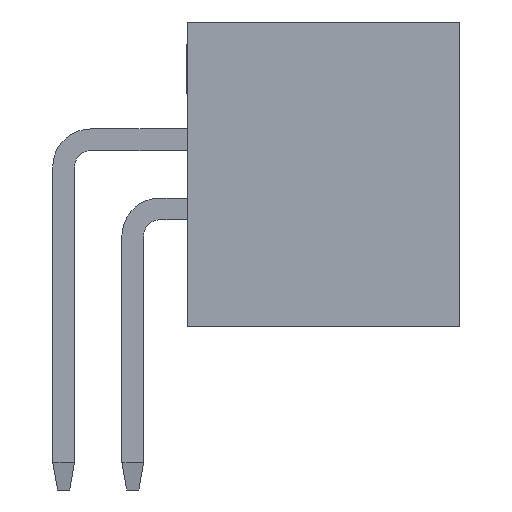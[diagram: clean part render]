
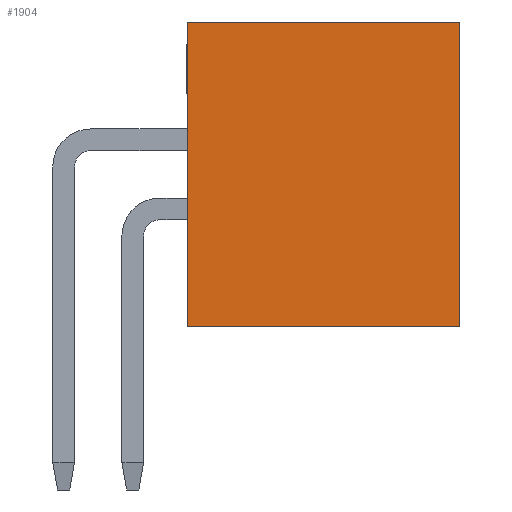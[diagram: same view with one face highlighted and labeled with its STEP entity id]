
A CAD part, left-side view. The second image highlights one B-rep face of the part: STEP entity #1904.
In plain terms, the highlighted planar face has unit normal (-1, 0, 0).
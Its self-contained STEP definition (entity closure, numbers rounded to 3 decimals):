
#515 = VERTEX_POINT('',#516);
#516 = CARTESIAN_POINT('',(-6.35,-1.642,
    0.));
#522 = EDGE_CURVE('',#523,#515,#525,.T.);
#523 = VERTEX_POINT('',#524);
#524 = CARTESIAN_POINT('',(-6.35,-1.642,
    5.6));
#525 = LINE('',#526,#527);
#526 = CARTESIAN_POINT('',(-6.35,-1.642,
    5.6));
#527 = VECTOR('',#528,1.);
#528 = DIRECTION('',(-0.,-0.,-1.));
#1904 = ADVANCED_FACE('',(#1905),#1930,.F.);
#1905 = FACE_BOUND('',#1906,.T.);
#1906 = EDGE_LOOP('',(#1907,#1915,#1923,#1929));
#1907 = ORIENTED_EDGE('',*,*,#1908,.T.);
#1908 = EDGE_CURVE('',#515,#1909,#1911,.T.);
#1909 = VERTEX_POINT('',#1910);
#1910 = CARTESIAN_POINT('',(-6.35,-6.642,
    0.));
#1911 = LINE('',#1912,#1913);
#1912 = CARTESIAN_POINT('',(-6.35,-1.642,
    0.));
#1913 = VECTOR('',#1914,1.);
#1914 = DIRECTION('',(0.,-1.,0.));
#1915 = ORIENTED_EDGE('',*,*,#1916,.F.);
#1916 = EDGE_CURVE('',#1917,#1909,#1919,.T.);
#1917 = VERTEX_POINT('',#1918);
#1918 = CARTESIAN_POINT('',(-6.35,-6.642,
    5.6));
#1919 = LINE('',#1920,#1921);
#1920 = CARTESIAN_POINT('',(-6.35,-6.642,
    5.6));
#1921 = VECTOR('',#1922,1.);
#1922 = DIRECTION('',(-0.,-0.,-1.));
#1923 = ORIENTED_EDGE('',*,*,#1924,.F.);
#1924 = EDGE_CURVE('',#523,#1917,#1925,.T.);
#1925 = LINE('',#1926,#1927);
#1926 = CARTESIAN_POINT('',(-6.35,-1.642,
    5.6));
#1927 = VECTOR('',#1928,1.);
#1928 = DIRECTION('',(0.,-1.,0.));
#1929 = ORIENTED_EDGE('',*,*,#522,.T.);
#1930 = PLANE('',#1931);
#1931 = AXIS2_PLACEMENT_3D('',#1932,#1933,#1934);
#1932 = CARTESIAN_POINT('',(-6.35,-1.642,
    5.6));
#1933 = DIRECTION('',(1.,0.,0.));
#1934 = DIRECTION('',(0.,1.,0.));
